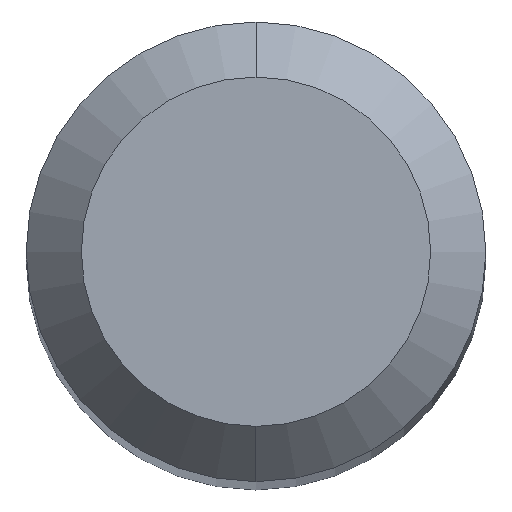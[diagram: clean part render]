
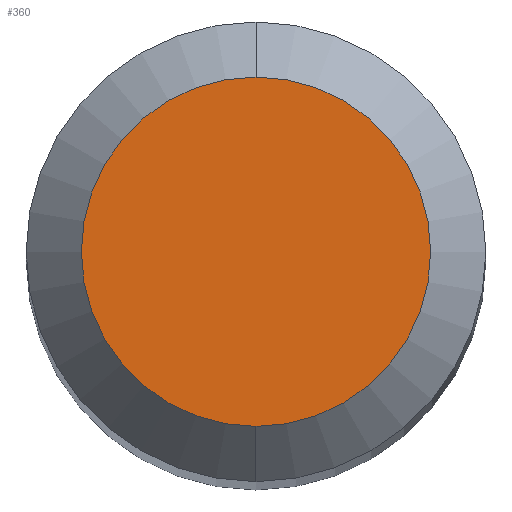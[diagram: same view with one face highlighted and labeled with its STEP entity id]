
A CAD part, top view. The second image highlights one B-rep face of the part: STEP entity #360.
In plain terms, the highlighted planar face has unit normal (0, 0, 1).
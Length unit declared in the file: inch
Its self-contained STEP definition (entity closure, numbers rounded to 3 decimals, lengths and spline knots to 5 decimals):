
#52 = VERTEX_POINT ( 'NONE', #498 ) ;
#55 = CARTESIAN_POINT ( 'NONE',  ( 0., 0., 0. ) ) ;
#89 = AXIS2_PLACEMENT_3D ( 'NONE', #296, #208, #211 ) ;
#110 = CIRCLE ( 'NONE', #89, 0.0475 ) ;
#115 = CIRCLE ( 'NONE', #351, 0.0475 ) ;
#157 = PLANE ( 'NONE',  #172 ) ;
#172 = AXIS2_PLACEMENT_3D ( 'NONE', #320, #474, #480 ) ;
#185 = CARTESIAN_POINT ( 'NONE',  ( 0., 0.0475, 0. ) ) ;
#196 = ORIENTED_EDGE ( 'NONE', *, *, #276, .T. ) ;
#208 = DIRECTION ( 'NONE',  ( 0., 0., 1. ) ) ;
#211 = DIRECTION ( 'NONE',  ( 0., -1., 0. ) ) ;
#215 = DIRECTION ( 'NONE',  ( 0., -1., 0. ) ) ;
#245 = DIRECTION ( 'NONE',  ( 0., 0., 1. ) ) ;
#273 = EDGE_LOOP ( 'NONE', ( #326, #196 ) ) ;
#276 = EDGE_CURVE ( 'NONE', #52, #483, #110, .T. ) ;
#296 = CARTESIAN_POINT ( 'NONE',  ( 0., 0., 0. ) ) ;
#314 = FACE_OUTER_BOUND ( 'NONE', #273, .T. ) ;
#320 = CARTESIAN_POINT ( 'NONE',  ( 0., 0.0475, 0. ) ) ;
#326 = ORIENTED_EDGE ( 'NONE', *, *, #472, .T. ) ;
#351 = AXIS2_PLACEMENT_3D ( 'NONE', #55, #245, #215 ) ;
#360 = ADVANCED_FACE ( 'NONE', ( #314 ), #157, .F. ) ;
#472 = EDGE_CURVE ( 'NONE', #483, #52, #115, .T. ) ;
#474 = DIRECTION ( 'NONE',  ( 0., 0., -1. ) ) ;
#480 = DIRECTION ( 'NONE',  ( 0., 1., 0. ) ) ;
#483 = VERTEX_POINT ( 'NONE', #185 ) ;
#498 = CARTESIAN_POINT ( 'NONE',  ( 0., -0.0475, 0. ) ) ;
